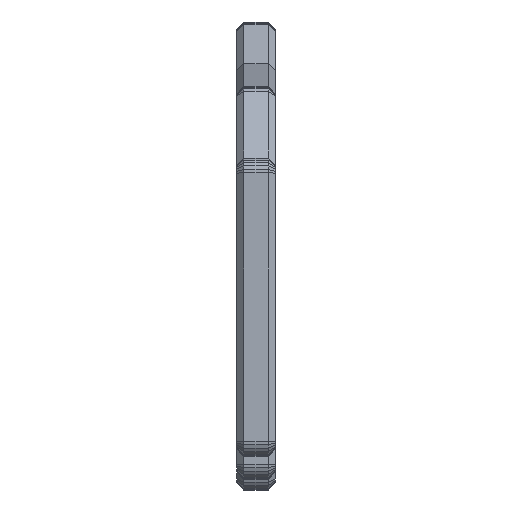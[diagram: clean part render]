
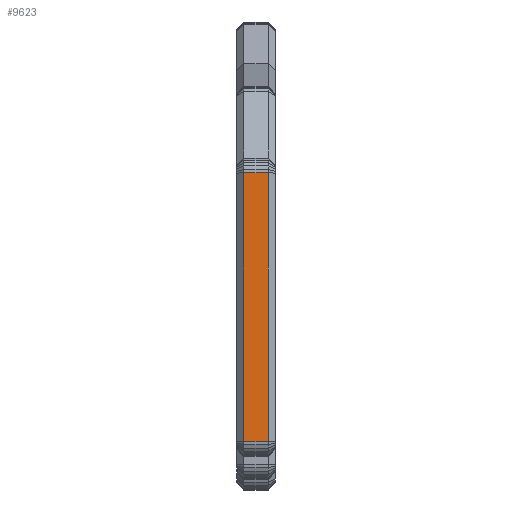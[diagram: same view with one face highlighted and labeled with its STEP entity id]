
A CAD part, left-side view. The second image highlights one B-rep face of the part: STEP entity #9623.
In plain terms, the highlighted planar face has unit normal (-1, 0, 0).
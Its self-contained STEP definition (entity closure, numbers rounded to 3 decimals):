
#461=PLANE('',#10297);
#968=FACE_OUTER_BOUND('',#1522,.T.);
#1522=EDGE_LOOP('',(#8954,#8955,#8956,#8957));
#2538=LINE('',#15180,#3737);
#2615=LINE('',#15332,#3814);
#2721=LINE('',#15545,#3920);
#2722=LINE('',#15547,#3921);
#3737=VECTOR('',#12379,10.);
#3814=VECTOR('',#12532,10.);
#3920=VECTOR('',#12788,10.);
#3921=VECTOR('',#12791,10.);
#4899=VERTEX_POINT('',#15175);
#4900=VERTEX_POINT('',#15179);
#4936=VERTEX_POINT('',#15326);
#4937=VERTEX_POINT('',#15330);
#6124=EDGE_CURVE('',#4900,#4899,#2538,.T.);
#6201=EDGE_CURVE('',#4937,#4936,#2615,.T.);
#6307=EDGE_CURVE('',#4900,#4936,#2721,.T.);
#6308=EDGE_CURVE('',#4899,#4937,#2722,.T.);
#8954=ORIENTED_EDGE('',*,*,#6124,.F.);
#8955=ORIENTED_EDGE('',*,*,#6307,.T.);
#8956=ORIENTED_EDGE('',*,*,#6201,.F.);
#8957=ORIENTED_EDGE('',*,*,#6308,.F.);
#9623=ADVANCED_FACE('',(#968),#461,.T.);
#10297=AXIS2_PLACEMENT_3D('',#15546,#12789,#12790);
#12379=DIRECTION('',(0.,0.,-1.));
#12532=DIRECTION('',(0.,0.,1.));
#12788=DIRECTION('',(0.,1.,0.));
#12789=DIRECTION('center_axis',(-1.,0.,0.));
#12790=DIRECTION('ref_axis',(0.,0.,1.));
#12791=DIRECTION('',(0.,1.,0.));
#15175=CARTESIAN_POINT('',(-117.8,1.5,0.623));
#15179=CARTESIAN_POINT('',(-117.8,1.5,56.227));
#15180=CARTESIAN_POINT('',(-117.8,1.5,19.811));
#15326=CARTESIAN_POINT('',(-117.8,6.5,56.227));
#15330=CARTESIAN_POINT('',(-117.8,6.5,0.623));
#15332=CARTESIAN_POINT('',(-117.8,6.5,19.811));
#15545=CARTESIAN_POINT('',(-117.8,0.,56.227));
#15546=CARTESIAN_POINT('Origin',(-117.8,0.,0.623));
#15547=CARTESIAN_POINT('',(-117.8,0.,0.623));
